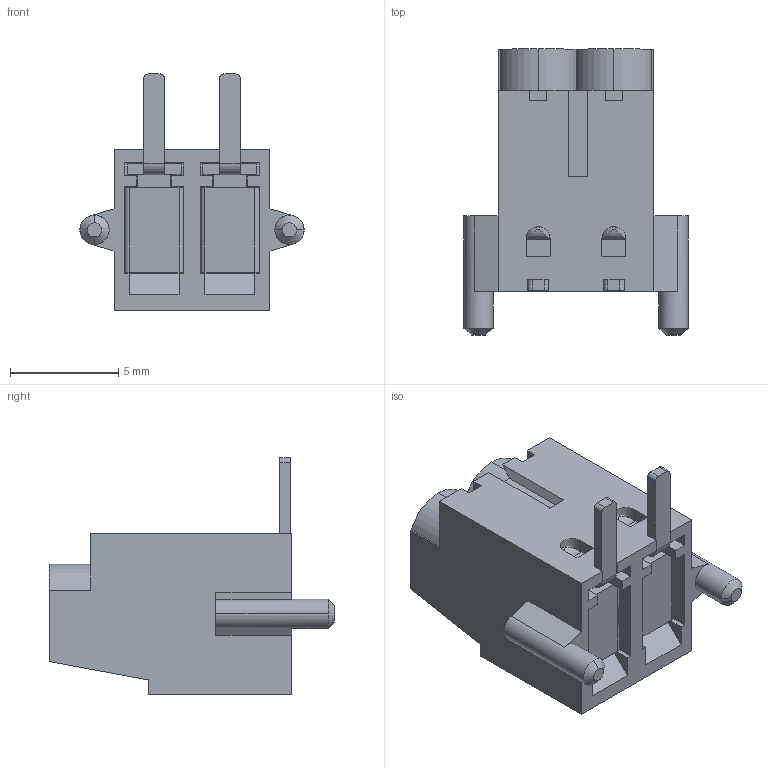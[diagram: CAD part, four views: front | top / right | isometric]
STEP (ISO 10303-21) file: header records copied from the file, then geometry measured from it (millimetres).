
FILE_DESCRIPTION (( 'STEP AP214' ), '1' );
FILE_NAME ('Wurth 691508110302.STEP', '2016-07-16T22:45:47', ( '' ), ( '' ), 'SwSTEP 2.0', 'SolidWorks 2015', '' );
FILE_SCHEMA (( 'AUTOMOTIVE_DESIGN' ));
Length unit declared in the file: millimetre
Products named in the file (6): 691508110002; 6915081100xx_CAGE_2; Wurth 691508110302; 6915081100xx_VIS_2; 6915081100xx_PIN_2; Wurth 691508110302-rev1
Assembly tree (8 placements, depth 3):
  Wurth 691508110302
    Wurth 691508110302-rev1
      691508110002
      6915081100xx_CAGE_2  x2
      6915081100xx_PIN_2  x2
      6915081100xx_VIS_2  x2
Bounding box: 10.35 x 13.2 x 10.9 mm (x, y, z)
Volume: 382.4 mm3; surface area: 1254.1 mm2
Topology: 7 solids, 7 shells, 277 faces, 749 edges, 488 vertices
Faces by surface type: plane 191, cylinder 70, cone 8, bspline 8
Entity records: 6951 total; most frequent: CARTESIAN_POINT 1357, ORIENTED_EDGE 1150, DIRECTION 1075, EDGE_CURVE 575, LINE 467, VECTOR 467, VERTEX_POINT 374, AXIS2_PLACEMENT_3D 304
